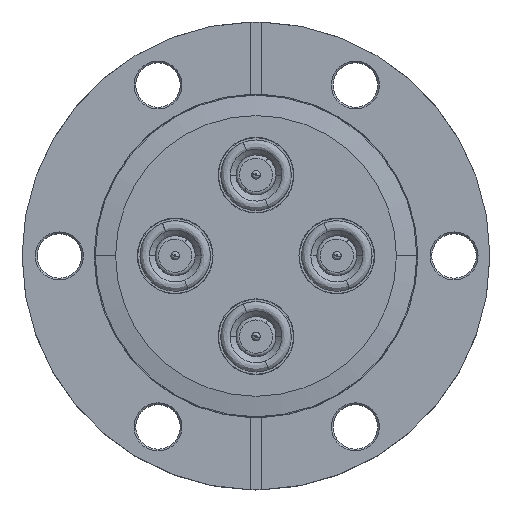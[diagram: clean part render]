
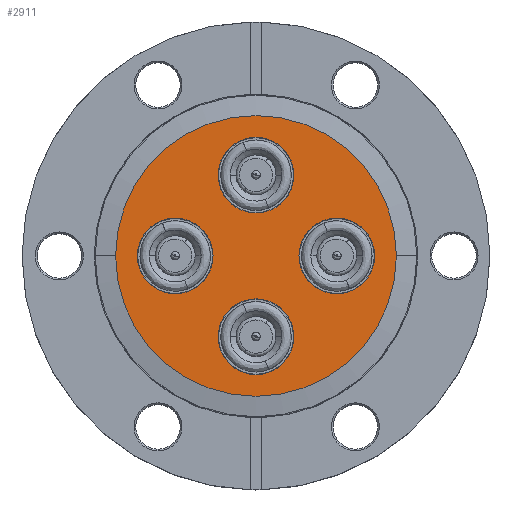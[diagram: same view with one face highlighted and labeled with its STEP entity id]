
A CAD part, top view. The second image highlights one B-rep face of the part: STEP entity #2911.
In plain terms, the highlighted planar face has unit normal (0, 0, 1).
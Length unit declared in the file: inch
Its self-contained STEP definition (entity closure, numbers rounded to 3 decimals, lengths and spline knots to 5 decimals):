
#83 = CARTESIAN_POINT ( 'NONE',  ( 0., 0., 0.454 ) ) ;
#84 = DIRECTION ( 'NONE',  ( 0., 0., 1. ) ) ;
#85 = DIRECTION ( 'NONE',  ( 1., 0., 0. ) ) ;
#88 = CARTESIAN_POINT ( 'NONE',  ( -0.475, 0., 0.454 ) ) ;
#89 = DIRECTION ( 'NONE',  ( 0., 0., 1. ) ) ;
#90 = DIRECTION ( 'NONE',  ( 0., -1., 0. ) ) ;
#153 = CARTESIAN_POINT ( 'NONE',  ( 0.475, 0., 0.454 ) ) ;
#154 = DIRECTION ( 'NONE',  ( 0., 0., 1. ) ) ;
#155 = DIRECTION ( 'NONE',  ( 0., -1., 0. ) ) ;
#293 = CARTESIAN_POINT ( 'NONE',  ( 0., 0.475, 0.454 ) ) ;
#294 = DIRECTION ( 'NONE',  ( 0., 0., 1. ) ) ;
#295 = DIRECTION ( 'NONE',  ( 0., -1., 0. ) ) ;
#317 = CARTESIAN_POINT ( 'NONE',  ( 0., -0.475, 0.454 ) ) ;
#318 = DIRECTION ( 'NONE',  ( 0., 0., 1. ) ) ;
#319 = DIRECTION ( 'NONE',  ( 0., -1., 0. ) ) ;
#687 = EDGE_CURVE ( 'NONE', #5580, #5582, #7093, .T. ) ;
#798 = AXIS2_PLACEMENT_3D ( 'NONE', #4968, #4961, #4970 ) ;
#1501 = CARTESIAN_POINT ( 'NONE',  ( 0., 0.475, 0.454 ) ) ;
#1502 = DIRECTION ( 'NONE',  ( 0., 0., 1. ) ) ;
#1503 = DIRECTION ( 'NONE',  ( 0., -1., 0. ) ) ;
#1806 = CARTESIAN_POINT ( 'NONE',  ( 0.475, 0.2225, 0.454 ) ) ;
#1809 = CARTESIAN_POINT ( 'NONE',  ( 0.475, -0.2225, 0.454 ) ) ;
#1984 = EDGE_LOOP ( 'NONE', ( #11674, #11675 ) ) ;
#1985 = EDGE_LOOP ( 'NONE', ( #11672, #11673 ) ) ;
#2489 = CARTESIAN_POINT ( 'NONE',  ( 0., -0.475, 0.454 ) ) ;
#2490 = DIRECTION ( 'NONE',  ( 0., 0., 1. ) ) ;
#2491 = DIRECTION ( 'NONE',  ( 0., -1., 0. ) ) ;
#2641 = CARTESIAN_POINT ( 'NONE',  ( 0., 0., 0.454 ) ) ;
#2642 = DIRECTION ( 'NONE',  ( 0., 0., 1. ) ) ;
#2643 = DIRECTION ( 'NONE',  ( 1., 0., 0. ) ) ;
#2911 = ADVANCED_FACE ( 'NONE', ( #3457, #3459, #3461, #3455, #3462 ), #4966, .T. ) ;
#3212 = DIRECTION ( 'NONE',  ( 0., -1., 0. ) ) ;
#3213 = DIRECTION ( 'NONE',  ( 0., 0., 1. ) ) ;
#3214 = CARTESIAN_POINT ( 'NONE',  ( -0.475, 0., 0.454 ) ) ;
#3455 = FACE_BOUND ( 'NONE', #1985, .T. ) ;
#3457 = FACE_OUTER_BOUND ( 'NONE', #4320, .T. ) ;
#3459 = FACE_BOUND ( 'NONE', #4446, .T. ) ;
#3461 = FACE_BOUND ( 'NONE', #4486, .T. ) ;
#3462 = FACE_BOUND ( 'NONE', #1984, .T. ) ;
#3785 = AXIS2_PLACEMENT_3D ( 'NONE', #3214, #3213, #3212 ) ;
#3903 = CIRCLE ( 'NONE', #9741, 0.2225 ) ;
#3943 = CIRCLE ( 'NONE', #9834, 0.825 ) ;
#4012 = CIRCLE ( 'NONE', #9860, 0.825 ) ;
#4016 = CIRCLE ( 'NONE', #9817, 0.2225 ) ;
#4033 = CIRCLE ( 'NONE', #9924, 0.2225 ) ;
#4146 = CIRCLE ( 'NONE', #9879, 0.2225 ) ;
#4168 = CIRCLE ( 'NONE', #9873, 0.2225 ) ;
#4320 = EDGE_LOOP ( 'NONE', ( #11666, #11667 ) ) ;
#4377 = CIRCLE ( 'NONE', #9820, 0.2225 ) ;
#4446 = EDGE_LOOP ( 'NONE', ( #11668, #11669 ) ) ;
#4486 = EDGE_LOOP ( 'NONE', ( #11670, #11671 ) ) ;
#4663 = CIRCLE ( 'NONE', #9687, 0.2225 ) ;
#4961 = DIRECTION ( 'NONE',  ( 0., 0., 1. ) ) ;
#4966 = PLANE ( 'NONE',  #798 ) ;
#4968 = CARTESIAN_POINT ( 'NONE',  ( 0., 0., 0.454 ) ) ;
#4970 = DIRECTION ( 'NONE',  ( 1., 0., 0. ) ) ;
#5039 = CARTESIAN_POINT ( 'NONE',  ( 0.475, 0., 0.454 ) ) ;
#5040 = DIRECTION ( 'NONE',  ( 0., 0., 1. ) ) ;
#5041 = DIRECTION ( 'NONE',  ( 0., -1., 0. ) ) ;
#5484 = VERTEX_POINT ( 'NONE', #5939 ) ;
#5487 = VERTEX_POINT ( 'NONE', #5945 ) ;
#5580 = VERTEX_POINT ( 'NONE', #6038 ) ;
#5582 = VERTEX_POINT ( 'NONE', #6040 ) ;
#5616 = VERTEX_POINT ( 'NONE', #6074 ) ;
#5689 = VERTEX_POINT ( 'NONE', #6147 ) ;
#5695 = VERTEX_POINT ( 'NONE', #6153 ) ;
#5729 = VERTEX_POINT ( 'NONE', #6187 ) ;
#5939 = CARTESIAN_POINT ( 'NONE',  ( 0., 0.6975, 0.454 ) ) ;
#5945 = CARTESIAN_POINT ( 'NONE',  ( 0., 0.2525, 0.454 ) ) ;
#6038 = CARTESIAN_POINT ( 'NONE',  ( -0.475, 0.2225, 0.454 ) ) ;
#6040 = CARTESIAN_POINT ( 'NONE',  ( -0.475, -0.2225, 0.454 ) ) ;
#6074 = CARTESIAN_POINT ( 'NONE',  ( 0., -0.2525, 0.454 ) ) ;
#6147 = CARTESIAN_POINT ( 'NONE',  ( -0.825, 0., 0.454 ) ) ;
#6153 = CARTESIAN_POINT ( 'NONE',  ( 0.825, 0., 0.454 ) ) ;
#6187 = CARTESIAN_POINT ( 'NONE',  ( 0., -0.6975, 0.454 ) ) ;
#7093 = CIRCLE ( 'NONE', #3785, 0.2225 ) ;
#9687 = AXIS2_PLACEMENT_3D ( 'NONE', #1501, #1502, #1503 ) ;
#9741 = AXIS2_PLACEMENT_3D ( 'NONE', #2489, #2490, #2491 ) ;
#9817 = AXIS2_PLACEMENT_3D ( 'NONE', #88, #89, #90 ) ;
#9820 = AXIS2_PLACEMENT_3D ( 'NONE', #5039, #5040, #5041 ) ;
#9834 = AXIS2_PLACEMENT_3D ( 'NONE', #2641, #2642, #2643 ) ;
#9860 = AXIS2_PLACEMENT_3D ( 'NONE', #83, #84, #85 ) ;
#9873 = AXIS2_PLACEMENT_3D ( 'NONE', #317, #318, #319 ) ;
#9879 = AXIS2_PLACEMENT_3D ( 'NONE', #293, #294, #295 ) ;
#9924 = AXIS2_PLACEMENT_3D ( 'NONE', #153, #154, #155 ) ;
#10509 = EDGE_CURVE ( 'NONE', #5729, #5616, #3903, .T. ) ;
#10602 = EDGE_CURVE ( 'NONE', #5689, #5695, #3943, .T. ) ;
#10676 = EDGE_CURVE ( 'NONE', #5695, #5689, #4012, .T. ) ;
#10679 = EDGE_CURVE ( 'NONE', #5582, #5580, #4016, .T. ) ;
#10704 = EDGE_CURVE ( 'NONE', #11716, #11713, #4033, .T. ) ;
#10800 = EDGE_CURVE ( 'NONE', #5487, #5484, #4146, .T. ) ;
#10817 = EDGE_CURVE ( 'NONE', #5616, #5729, #4168, .T. ) ;
#10951 = EDGE_CURVE ( 'NONE', #11713, #11716, #4377, .T. ) ;
#11261 = EDGE_CURVE ( 'NONE', #5484, #5487, #4663, .T. ) ;
#11666 = ORIENTED_EDGE ( 'NONE', *, *, #10676, .T. ) ;
#11667 = ORIENTED_EDGE ( 'NONE', *, *, #10602, .T. ) ;
#11668 = ORIENTED_EDGE ( 'NONE', *, *, #10679, .F. ) ;
#11669 = ORIENTED_EDGE ( 'NONE', *, *, #687, .F. ) ;
#11670 = ORIENTED_EDGE ( 'NONE', *, *, #10800, .F. ) ;
#11671 = ORIENTED_EDGE ( 'NONE', *, *, #11261, .F. ) ;
#11672 = ORIENTED_EDGE ( 'NONE', *, *, #10704, .F. ) ;
#11673 = ORIENTED_EDGE ( 'NONE', *, *, #10951, .F. ) ;
#11674 = ORIENTED_EDGE ( 'NONE', *, *, #10509, .F. ) ;
#11675 = ORIENTED_EDGE ( 'NONE', *, *, #10817, .F. ) ;
#11713 = VERTEX_POINT ( 'NONE', #1806 ) ;
#11716 = VERTEX_POINT ( 'NONE', #1809 ) ;
